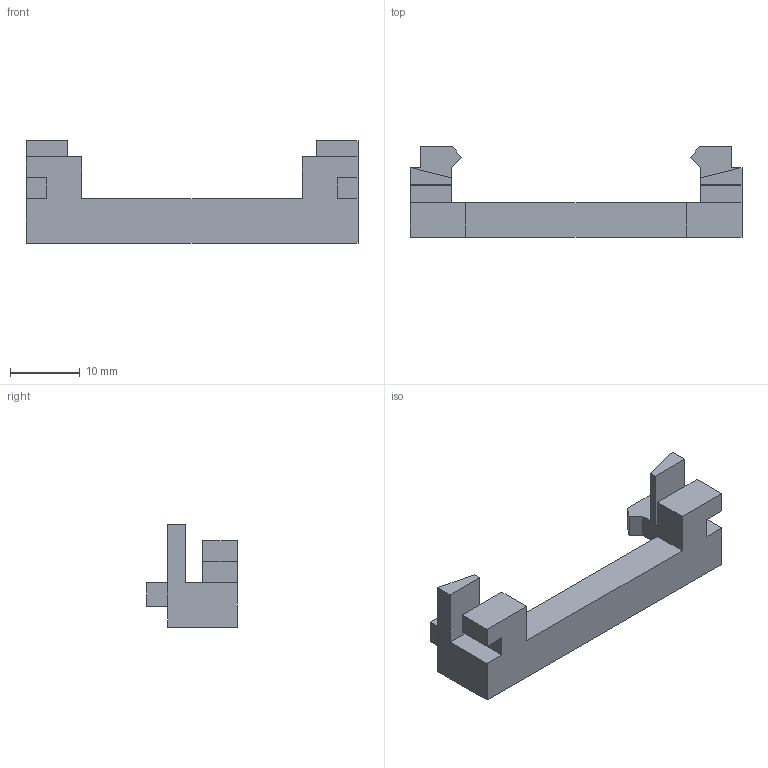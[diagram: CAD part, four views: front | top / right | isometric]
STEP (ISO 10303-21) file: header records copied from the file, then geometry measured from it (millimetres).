
FILE_DESCRIPTION(/* description */ (''),/* implementation_level */ '2;1');
FILE_NAME(/* name */ 'Celestron USB Cable Holder.step',/* time_stamp */ '2020-09-16T17:50:51-07:00',/* author */ (''),/* organization */ (''),/* preprocessor_version */ 'ST-DEVELOPER v18.1',/* originating_system */ 'Autodesk Translation Framework v9.3.0.1241',/* authorisation */ '');
FILE_SCHEMA (('AUTOMOTIVE_DESIGN { 1 0 10303 214 3 1 1 }'));
Length unit declared in the file: millimetre
Products named in the file (1): Celestron USB Cable Holder v2
Bounding box: 47.5 x 13 x 14.7 mm (x, y, z)
Volume: 2541.8 mm3; surface area: 2091.4 mm2
Topology: 1 solids, 1 shells, 44 faces, 120 edges, 78 vertices
Faces by surface type: plane 44
Entity records: 1389 total; most frequent: CARTESIAN_POINT 243, ORIENTED_EDGE 240, DIRECTION 210, LINE 120, VECTOR 120, EDGE_CURVE 120, VERTEX_POINT 78, AXIS2_PLACEMENT_3D 45
